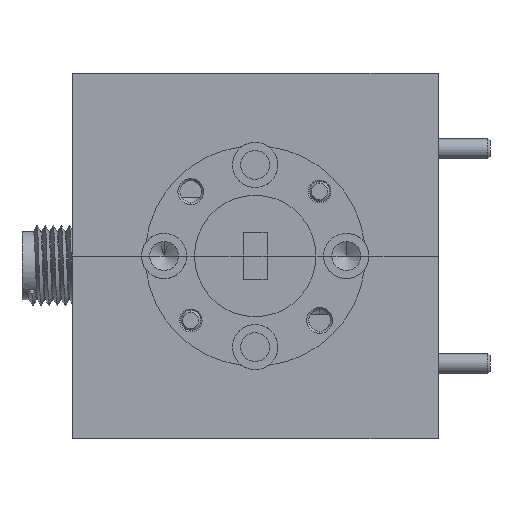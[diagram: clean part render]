
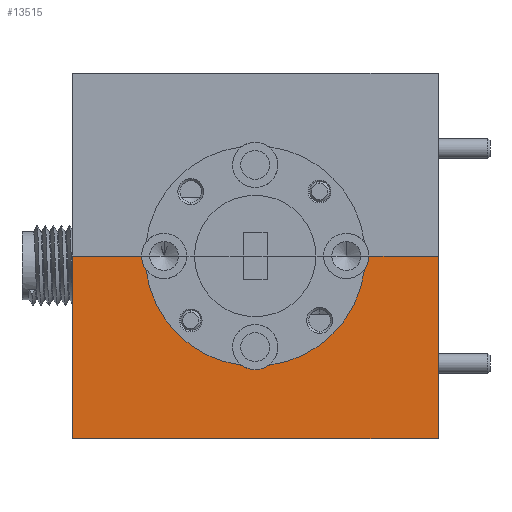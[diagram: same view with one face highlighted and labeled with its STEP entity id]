
A CAD part, left-side view. The second image highlights one B-rep face of the part: STEP entity #13515.
In plain terms, the highlighted planar face has unit normal (-1, 0, 0).
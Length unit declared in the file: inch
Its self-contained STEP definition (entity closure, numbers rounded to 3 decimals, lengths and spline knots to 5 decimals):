
#131 = DIRECTION ( 'NONE',  ( 0., -1., 0. ) ) ;
#150 = AXIS2_PLACEMENT_3D ( 'NONE', #24629, #22333, #7270 ) ;
#244 = ORIENTED_EDGE ( 'NONE', *, *, #5597, .F. ) ;
#659 = CIRCLE ( 'NONE', #25818, 0.07 ) ;
#1039 = FACE_OUTER_BOUND ( 'NONE', #4640, .T. ) ;
#1062 = DIRECTION ( 'NONE',  ( 0., 0., 1. ) ) ;
#1525 = ORIENTED_EDGE ( 'NONE', *, *, #24126, .F. ) ;
#1749 = EDGE_CURVE ( 'NONE', #13552, #11547, #659, .T. ) ;
#2139 = VERTEX_POINT ( 'NONE', #21728 ) ;
#2183 = CARTESIAN_POINT ( 'NONE',  ( 0., 0.33742, -0.04177 ) ) ;
#2629 = VECTOR ( 'NONE', #131, 39.37008 ) ;
#2746 = DIRECTION ( 'NONE',  ( -1., 0., 0. ) ) ;
#3065 = VERTEX_POINT ( 'NONE', #5807 ) ;
#3234 = AXIS2_PLACEMENT_3D ( 'NONE', #5573, #27522, #1062 ) ;
#3423 = CIRCLE ( 'NONE', #16818, 0.07 ) ;
#3583 = AXIS2_PLACEMENT_3D ( 'NONE', #14750, #27624, #3633 ) ;
#3633 = DIRECTION ( 'NONE',  ( 0., 0., -1. ) ) ;
#3792 = CARTESIAN_POINT ( 'NONE',  ( 0., 0.565, -0.565 ) ) ;
#4640 = EDGE_LOOP ( 'NONE', ( #8244, #1525, #15019, #8889, #17744, #15679, #5736, #9029, #6864, #244, #6056 ) ) ;
#4687 = DIRECTION ( 'NONE',  ( 0., 0., 1. ) ) ;
#4732 = DIRECTION ( 'NONE',  ( -1., 0., 0. ) ) ;
#4912 = CARTESIAN_POINT ( 'NONE',  ( 0., 0., -0.35125 ) ) ;
#5573 = CARTESIAN_POINT ( 'NONE',  ( 0., 0., 0. ) ) ;
#5597 = EDGE_CURVE ( 'NONE', #2139, #21039, #13873, .T. ) ;
#5624 = AXIS2_PLACEMENT_3D ( 'NONE', #17850, #4732, #6942 ) ;
#5736 = ORIENTED_EDGE ( 'NONE', *, *, #21950, .F. ) ;
#5770 = PLANE ( 'NONE',  #3583 ) ;
#5807 = CARTESIAN_POINT ( 'NONE',  ( 0., -0.33743, -0.04177 ) ) ;
#6056 = ORIENTED_EDGE ( 'NONE', *, *, #13251, .F. ) ;
#6193 = CIRCLE ( 'NONE', #5624, 0.07 ) ;
#6864 = ORIENTED_EDGE ( 'NONE', *, *, #20871, .F. ) ;
#6942 = DIRECTION ( 'NONE',  ( 0., 0., 1. ) ) ;
#7270 = DIRECTION ( 'NONE',  ( 0., 0., 1. ) ) ;
#8244 = ORIENTED_EDGE ( 'NONE', *, *, #23659, .F. ) ;
#8743 = CARTESIAN_POINT ( 'NONE',  ( 0., -0.565, 0. ) ) ;
#8867 = CIRCLE ( 'NONE', #21012, 0.34 ) ;
#8889 = ORIENTED_EDGE ( 'NONE', *, *, #14453, .F. ) ;
#8936 = VECTOR ( 'NONE', #23924, 39.37008 ) ;
#9029 = ORIENTED_EDGE ( 'NONE', *, *, #24052, .F. ) ;
#9202 = CARTESIAN_POINT ( 'NONE',  ( 0., 0., 0. ) ) ;
#9514 = LINE ( 'NONE', #8743, #2629 ) ;
#10668 = CARTESIAN_POINT ( 'NONE',  ( 0., 0.35125, 0. ) ) ;
#11547 = VERTEX_POINT ( 'NONE', #2183 ) ;
#11653 = CARTESIAN_POINT ( 'NONE',  ( 0., -0.28125, 0. ) ) ;
#12286 = VERTEX_POINT ( 'NONE', #24649 ) ;
#12384 = VECTOR ( 'NONE', #17735, 39.37008 ) ;
#12683 = VERTEX_POINT ( 'NONE', #4912 ) ;
#13047 = CARTESIAN_POINT ( 'NONE',  ( 0., -0.04177, -0.33743 ) ) ;
#13251 = EDGE_CURVE ( 'NONE', #3065, #2139, #3423, .T. ) ;
#13294 = EDGE_CURVE ( 'NONE', #25070, #12683, #6193, .T. ) ;
#13515 = ADVANCED_FACE ( 'NONE', ( #1039 ), #5770, .F. ) ;
#13552 = VERTEX_POINT ( 'NONE', #10668 ) ;
#13806 = VERTEX_POINT ( 'NONE', #13047 ) ;
#13873 = LINE ( 'NONE', #22181, #12384 ) ;
#14246 = CARTESIAN_POINT ( 'NONE',  ( 0., 0.04177, -0.33743 ) ) ;
#14420 = VECTOR ( 'NONE', #15289, 39.37008 ) ;
#14453 = EDGE_CURVE ( 'NONE', #11547, #25070, #8867, .T. ) ;
#14750 = CARTESIAN_POINT ( 'NONE',  ( 0., 0., 0. ) ) ;
#15019 = ORIENTED_EDGE ( 'NONE', *, *, #13294, .F. ) ;
#15115 = CARTESIAN_POINT ( 'NONE',  ( 0., -0.565, 0. ) ) ;
#15191 = VERTEX_POINT ( 'NONE', #18767 ) ;
#15230 = CARTESIAN_POINT ( 'NONE',  ( 0., -0.565, -0.565 ) ) ;
#15289 = DIRECTION ( 'NONE',  ( 0., 1., 0. ) ) ;
#15371 = DIRECTION ( 'NONE',  ( 0., 0., 1. ) ) ;
#15679 = ORIENTED_EDGE ( 'NONE', *, *, #22536, .F. ) ;
#16001 = DIRECTION ( 'NONE',  ( 0., 0., 1. ) ) ;
#16392 = LINE ( 'NONE', #19563, #19102 ) ;
#16818 = AXIS2_PLACEMENT_3D ( 'NONE', #11653, #22372, #16001 ) ;
#17735 = DIRECTION ( 'NONE',  ( 0., -1., 0. ) ) ;
#17744 = ORIENTED_EDGE ( 'NONE', *, *, #1749, .F. ) ;
#17807 = CARTESIAN_POINT ( 'NONE',  ( 0., 0.28125, 0. ) ) ;
#17850 = CARTESIAN_POINT ( 'NONE',  ( 0., 0., -0.28125 ) ) ;
#18767 = CARTESIAN_POINT ( 'NONE',  ( 0., 0.565, 0. ) ) ;
#19102 = VECTOR ( 'NONE', #15371, 39.37008 ) ;
#19563 = CARTESIAN_POINT ( 'NONE',  ( 0., 0.565, -0.565 ) ) ;
#20871 = EDGE_CURVE ( 'NONE', #21039, #12286, #25308, .T. ) ;
#21012 = AXIS2_PLACEMENT_3D ( 'NONE', #9202, #2746, #21971 ) ;
#21039 = VERTEX_POINT ( 'NONE', #15115 ) ;
#21728 = CARTESIAN_POINT ( 'NONE',  ( 0., -0.35125, 0. ) ) ;
#21766 = CARTESIAN_POINT ( 'NONE',  ( 0., -0.565, -0.565 ) ) ;
#21924 = CIRCLE ( 'NONE', #150, 0.07 ) ;
#21950 = EDGE_CURVE ( 'NONE', #24399, #15191, #16392, .T. ) ;
#21971 = DIRECTION ( 'NONE',  ( 0., 0., 1. ) ) ;
#22054 = DIRECTION ( 'NONE',  ( -1., 0., 0. ) ) ;
#22181 = CARTESIAN_POINT ( 'NONE',  ( 0., -0.565, 0. ) ) ;
#22333 = DIRECTION ( 'NONE',  ( -1., 0., 0. ) ) ;
#22372 = DIRECTION ( 'NONE',  ( -1., 0., 0. ) ) ;
#22536 = EDGE_CURVE ( 'NONE', #15191, #13552, #9514, .T. ) ;
#23659 = EDGE_CURVE ( 'NONE', #13806, #3065, #27416, .T. ) ;
#23924 = DIRECTION ( 'NONE',  ( 0., 0., -1. ) ) ;
#24052 = EDGE_CURVE ( 'NONE', #12286, #24399, #24995, .T. ) ;
#24126 = EDGE_CURVE ( 'NONE', #12683, #13806, #21924, .T. ) ;
#24399 = VERTEX_POINT ( 'NONE', #3792 ) ;
#24629 = CARTESIAN_POINT ( 'NONE',  ( 0., 0., -0.28125 ) ) ;
#24649 = CARTESIAN_POINT ( 'NONE',  ( 0., -0.565, -0.565 ) ) ;
#24995 = LINE ( 'NONE', #21766, #14420 ) ;
#25070 = VERTEX_POINT ( 'NONE', #14246 ) ;
#25308 = LINE ( 'NONE', #15230, #8936 ) ;
#25818 = AXIS2_PLACEMENT_3D ( 'NONE', #17807, #22054, #4687 ) ;
#27416 = CIRCLE ( 'NONE', #3234, 0.34 ) ;
#27522 = DIRECTION ( 'NONE',  ( -1., 0., 0. ) ) ;
#27624 = DIRECTION ( 'NONE',  ( 1., 0., 0. ) ) ;
